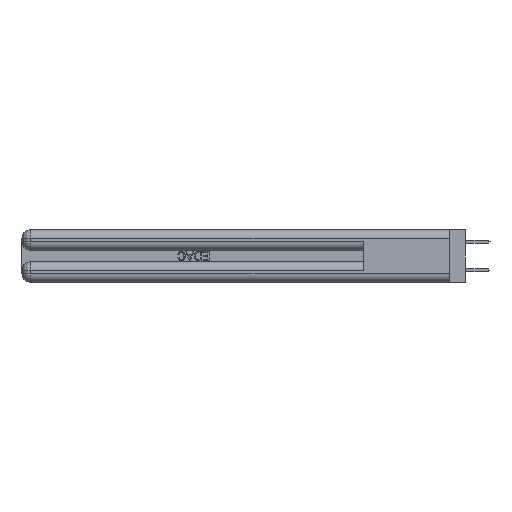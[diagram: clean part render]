
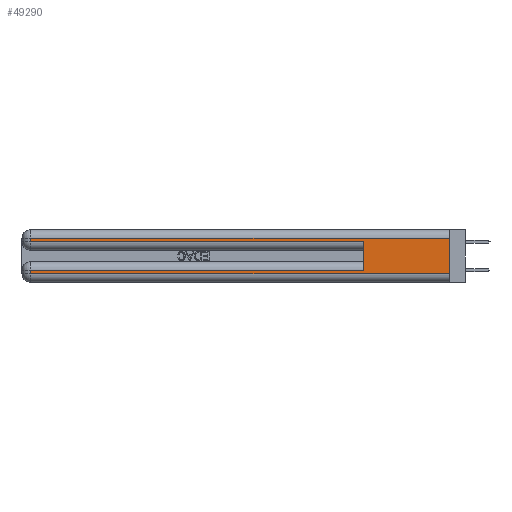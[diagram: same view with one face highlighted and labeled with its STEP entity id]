
A CAD part, left-side view. The second image highlights one B-rep face of the part: STEP entity #49290.
In plain terms, the highlighted planar face has unit normal (-1, 0, 0).
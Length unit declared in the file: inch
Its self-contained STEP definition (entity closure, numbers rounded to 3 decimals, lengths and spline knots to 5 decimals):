
#2614 = DIRECTION ( 'NONE',  ( 0., 1., 0. ) ) ;
#2965 = VECTOR ( 'NONE', #20358, 39.37008 ) ;
#4155 = EDGE_CURVE ( 'NONE', #20138, #26506, #31886, .T. ) ;
#4687 = CARTESIAN_POINT ( 'NONE',  ( 0., 0., 0.31 ) ) ;
#4793 = CARTESIAN_POINT ( 'NONE',  ( 0., 0.6, 0.085 ) ) ;
#5041 = VERTEX_POINT ( 'NONE', #8769 ) ;
#5838 = CARTESIAN_POINT ( 'NONE',  ( 0., 0., 0.285 ) ) ;
#6356 = VERTEX_POINT ( 'NONE', #4793 ) ;
#6965 = VECTOR ( 'NONE', #18795, 39.37008 ) ;
#7350 = VECTOR ( 'NONE', #28347, 39.37008 ) ;
#7427 = DIRECTION ( 'NONE',  ( 0., 0., -1. ) ) ;
#7636 = LINE ( 'NONE', #17678, #44613 ) ;
#8539 = EDGE_LOOP ( 'NONE', ( #49203, #43436, #9033, #38400, #34393, #43110, #35378, #12984 ) ) ;
#8769 = CARTESIAN_POINT ( 'NONE',  ( 0., 0., 0.06 ) ) ;
#8998 = LINE ( 'NONE', #31897, #47819 ) ;
#9033 = ORIENTED_EDGE ( 'NONE', *, *, #9487, .T. ) ;
#9487 = EDGE_CURVE ( 'NONE', #27447, #20138, #9945, .T. ) ;
#9570 = LINE ( 'NONE', #40222, #30458 ) ;
#9859 = DIRECTION ( 'NONE',  ( 0., -1., 0. ) ) ;
#9945 = LINE ( 'NONE', #45797, #6965 ) ;
#12127 = CARTESIAN_POINT ( 'NONE',  ( 0., 2.94, 0.06 ) ) ;
#12894 = EDGE_CURVE ( 'NONE', #23977, #27447, #7636, .T. ) ;
#12984 = ORIENTED_EDGE ( 'NONE', *, *, #16169, .T. ) ;
#13168 = LINE ( 'NONE', #20032, #2965 ) ;
#14080 = DIRECTION ( 'NONE',  ( 0., 1., 0. ) ) ;
#14931 = DIRECTION ( 'NONE',  ( 1., 0., 0. ) ) ;
#16169 = EDGE_CURVE ( 'NONE', #34456, #5041, #18701, .T. ) ;
#17678 = CARTESIAN_POINT ( 'NONE',  ( 0., 0., 0.31 ) ) ;
#18701 = LINE ( 'NONE', #47401, #7350 ) ;
#18795 = DIRECTION ( 'NONE',  ( 0., 0., -1. ) ) ;
#20032 = CARTESIAN_POINT ( 'NONE',  ( 0., 2.94, 0.37 ) ) ;
#20138 = VERTEX_POINT ( 'NONE', #32231 ) ;
#20358 = DIRECTION ( 'NONE',  ( 0., 0., -1. ) ) ;
#20867 = EDGE_CURVE ( 'NONE', #6356, #26506, #9570, .T. ) ;
#23977 = VERTEX_POINT ( 'NONE', #4687 ) ;
#26302 = DIRECTION ( 'NONE',  ( 0., 0., -1. ) ) ;
#26506 = VERTEX_POINT ( 'NONE', #30371 ) ;
#27121 = EDGE_CURVE ( 'NONE', #23977, #5041, #33689, .T. ) ;
#27447 = VERTEX_POINT ( 'NONE', #43934 ) ;
#28347 = DIRECTION ( 'NONE',  ( 0., -1., 0. ) ) ;
#28413 = FACE_OUTER_BOUND ( 'NONE', #8539, .T. ) ;
#30371 = CARTESIAN_POINT ( 'NONE',  ( 0., 0.6, 0.285 ) ) ;
#30458 = VECTOR ( 'NONE', #37034, 39.37008 ) ;
#31264 = VERTEX_POINT ( 'NONE', #36936 ) ;
#31859 = EDGE_CURVE ( 'NONE', #6356, #31264, #8998, .T. ) ;
#31886 = LINE ( 'NONE', #5838, #40880 ) ;
#31897 = CARTESIAN_POINT ( 'NONE',  ( 0., 0., 0.085 ) ) ;
#32231 = CARTESIAN_POINT ( 'NONE',  ( 0., 2.94, 0.285 ) ) ;
#32288 = EDGE_CURVE ( 'NONE', #31264, #34456, #13168, .T. ) ;
#33689 = LINE ( 'NONE', #49040, #48053 ) ;
#34393 = ORIENTED_EDGE ( 'NONE', *, *, #20867, .F. ) ;
#34456 = VERTEX_POINT ( 'NONE', #12127 ) ;
#35378 = ORIENTED_EDGE ( 'NONE', *, *, #32288, .T. ) ;
#36936 = CARTESIAN_POINT ( 'NONE',  ( 0., 2.94, 0.085 ) ) ;
#37034 = DIRECTION ( 'NONE',  ( 0., 0., 1. ) ) ;
#37782 = CARTESIAN_POINT ( 'NONE',  ( 0., 0., 0.37 ) ) ;
#38400 = ORIENTED_EDGE ( 'NONE', *, *, #4155, .T. ) ;
#40222 = CARTESIAN_POINT ( 'NONE',  ( 0., 0.6, 0.145 ) ) ;
#40880 = VECTOR ( 'NONE', #9859, 39.37008 ) ;
#43110 = ORIENTED_EDGE ( 'NONE', *, *, #31859, .T. ) ;
#43436 = ORIENTED_EDGE ( 'NONE', *, *, #12894, .T. ) ;
#43934 = CARTESIAN_POINT ( 'NONE',  ( 0., 2.94, 0.31 ) ) ;
#44024 = AXIS2_PLACEMENT_3D ( 'NONE', #37782, #14931, #7427 ) ;
#44613 = VECTOR ( 'NONE', #2614, 39.37008 ) ;
#45607 = PLANE ( 'NONE',  #44024 ) ;
#45797 = CARTESIAN_POINT ( 'NONE',  ( 0., 2.94, 0.37 ) ) ;
#47401 = CARTESIAN_POINT ( 'NONE',  ( 0., 0., 0.06 ) ) ;
#47819 = VECTOR ( 'NONE', #14080, 39.37008 ) ;
#48053 = VECTOR ( 'NONE', #26302, 39.37008 ) ;
#49040 = CARTESIAN_POINT ( 'NONE',  ( 0., 0., 0.37 ) ) ;
#49203 = ORIENTED_EDGE ( 'NONE', *, *, #27121, .F. ) ;
#49290 = ADVANCED_FACE ( 'NONE', ( #28413 ), #45607, .F. ) ;
